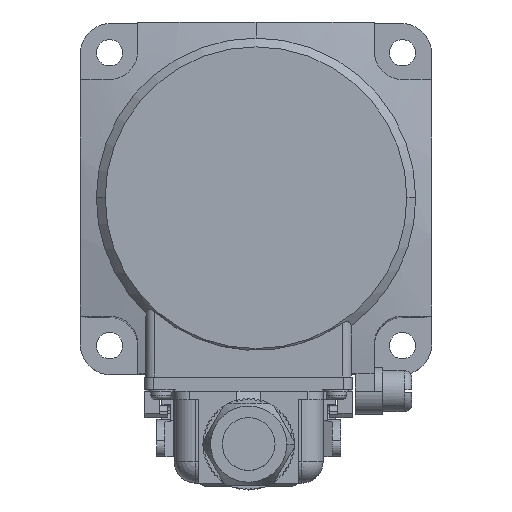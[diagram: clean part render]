
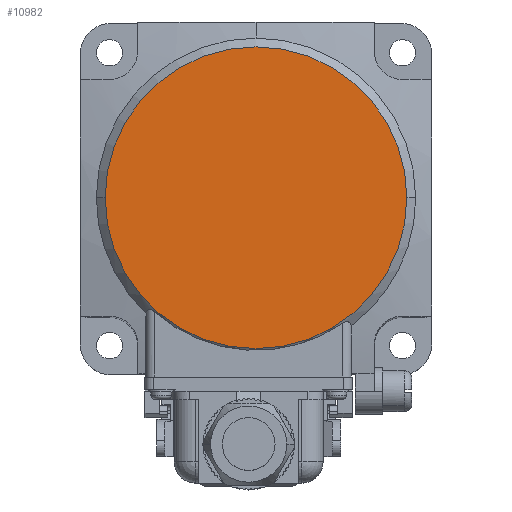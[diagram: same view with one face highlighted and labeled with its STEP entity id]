
A CAD part, top view. The second image highlights one B-rep face of the part: STEP entity #10982.
In plain terms, the highlighted planar face has unit normal (0, 0, 1).
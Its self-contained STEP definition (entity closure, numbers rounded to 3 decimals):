
#1393 = CARTESIAN_POINT ( 'NONE',  ( 25.75, 0., 145.5 ) ) ;
#1667 = ORIENTED_EDGE ( 'NONE', *, *, #9578, .T. ) ;
#3092 = VERTEX_POINT ( 'NONE', #1393 ) ;
#4631 = CIRCLE ( 'NONE', #10747, 25.75 ) ;
#5405 = CARTESIAN_POINT ( 'NONE',  ( -25.75, 0., 145.5 ) ) ;
#5477 = DIRECTION ( 'NONE',  ( 0., 0., 1. ) ) ;
#5676 = DIRECTION ( 'NONE',  ( 0., 0., 1. ) ) ;
#5764 = PLANE ( 'NONE',  #10418 ) ;
#6791 = AXIS2_PLACEMENT_3D ( 'NONE', #15682, #5477, #6800 ) ;
#6800 = DIRECTION ( 'NONE',  ( 1., 0., 0. ) ) ;
#7962 = EDGE_CURVE ( 'NONE', #12897, #3092, #8117, .T. ) ;
#8117 = CIRCLE ( 'NONE', #6791, 25.75 ) ;
#8567 = EDGE_LOOP ( 'NONE', ( #16794, #1667 ) ) ;
#9578 = EDGE_CURVE ( 'NONE', #3092, #12897, #4631, .T. ) ;
#10418 = AXIS2_PLACEMENT_3D ( 'NONE', #14430, #13213, #15856 ) ;
#10747 = AXIS2_PLACEMENT_3D ( 'NONE', #11401, #5676, #15878 ) ;
#10982 = ADVANCED_FACE ( 'NONE', ( #16908 ), #5764, .F. ) ;
#11401 = CARTESIAN_POINT ( 'NONE',  ( 0., 0., 145.5 ) ) ;
#12897 = VERTEX_POINT ( 'NONE', #5405 ) ;
#13213 = DIRECTION ( 'NONE',  ( 0., 0., -1. ) ) ;
#14430 = CARTESIAN_POINT ( 'NONE',  ( 0., 0., 145.5 ) ) ;
#15682 = CARTESIAN_POINT ( 'NONE',  ( 0., 0., 145.5 ) ) ;
#15856 = DIRECTION ( 'NONE',  ( -1., 0., 0. ) ) ;
#15878 = DIRECTION ( 'NONE',  ( 1., 0., 0. ) ) ;
#16794 = ORIENTED_EDGE ( 'NONE', *, *, #7962, .T. ) ;
#16908 = FACE_OUTER_BOUND ( 'NONE', #8567, .T. ) ;
